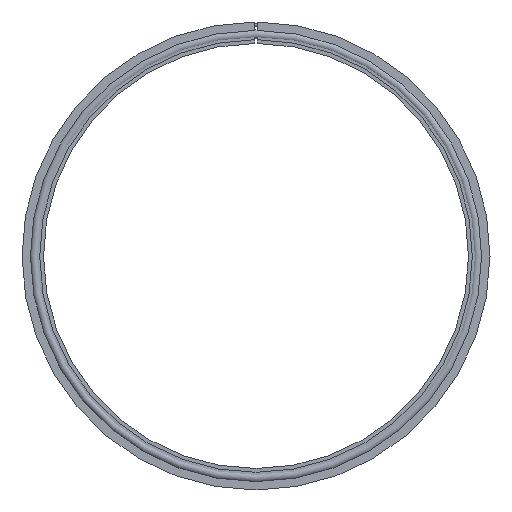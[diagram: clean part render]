
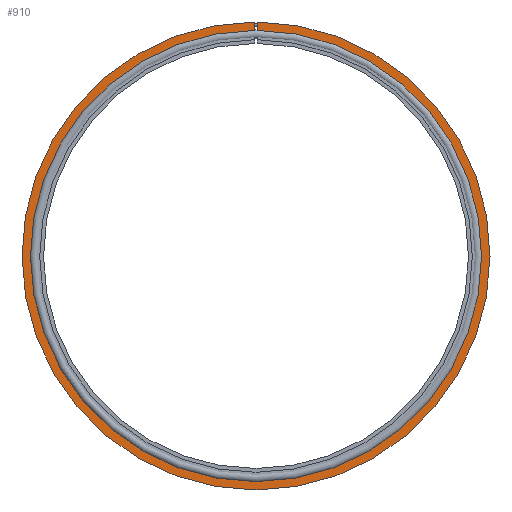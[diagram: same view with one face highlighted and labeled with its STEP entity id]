
A CAD part, left-side view. The second image highlights one B-rep face of the part: STEP entity #910.
In plain terms, the highlighted planar face has unit normal (-1, 0, 0).
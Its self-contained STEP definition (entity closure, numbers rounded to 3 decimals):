
#39 = PLANE ( 'NONE',  #179 ) ;
#56 = LINE ( 'NONE', #97, #928 ) ;
#97 = CARTESIAN_POINT ( 'NONE',  ( -8.8, -1., 0. ) ) ;
#140 = ORIENTED_EDGE ( 'NONE', *, *, #897, .T. ) ;
#144 = CARTESIAN_POINT ( 'NONE',  ( -8.8, -1., 165.797 ) ) ;
#165 = CARTESIAN_POINT ( 'NONE',  ( -8.8, 0., 0. ) ) ;
#179 = AXIS2_PLACEMENT_3D ( 'NONE', #976, #901, #525 ) ;
#181 = DIRECTION ( 'NONE',  ( 0., 0., 1. ) ) ;
#191 = DIRECTION ( 'NONE',  ( 0., 0., -1. ) ) ;
#232 = VERTEX_POINT ( 'NONE', #794 ) ;
#247 = VERTEX_POINT ( 'NONE', #948 ) ;
#350 = ORIENTED_EDGE ( 'NONE', *, *, #354, .F. ) ;
#354 = EDGE_CURVE ( 'NONE', #232, #462, #813, .T. ) ;
#427 = EDGE_CURVE ( 'NONE', #626, #232, #56, .T. ) ;
#444 = CARTESIAN_POINT ( 'NONE',  ( -8.8, 1., 171.997 ) ) ;
#462 = VERTEX_POINT ( 'NONE', #444 ) ;
#481 = ORIENTED_EDGE ( 'NONE', *, *, #759, .F. ) ;
#514 = DIRECTION ( 'NONE',  ( 1., 0., 0. ) ) ;
#521 = FACE_OUTER_BOUND ( 'NONE', #775, .T. ) ;
#525 = DIRECTION ( 'NONE',  ( 0., 0., 1. ) ) ;
#535 = AXIS2_PLACEMENT_3D ( 'NONE', #165, #878, #564 ) ;
#564 = DIRECTION ( 'NONE',  ( 0., 0., -1. ) ) ;
#584 = CARTESIAN_POINT ( 'NONE',  ( -8.8, 0., 0. ) ) ;
#601 = AXIS2_PLACEMENT_3D ( 'NONE', #584, #514, #191 ) ;
#626 = VERTEX_POINT ( 'NONE', #144 ) ;
#694 = CIRCLE ( 'NONE', #601, 165.8 ) ;
#728 = DIRECTION ( 'NONE',  ( 0., 0., -1. ) ) ;
#750 = VECTOR ( 'NONE', #728, 1000. ) ;
#759 = EDGE_CURVE ( 'NONE', #462, #247, #970, .T. ) ;
#775 = EDGE_LOOP ( 'NONE', ( #481, #350, #923, #140 ) ) ;
#794 = CARTESIAN_POINT ( 'NONE',  ( -8.8, -1., 171.997 ) ) ;
#813 = CIRCLE ( 'NONE', #535, 172. ) ;
#869 = CARTESIAN_POINT ( 'NONE',  ( -8.8, 1., 0. ) ) ;
#878 = DIRECTION ( 'NONE',  ( 1., 0., 0. ) ) ;
#897 = EDGE_CURVE ( 'NONE', #626, #247, #694, .T. ) ;
#901 = DIRECTION ( 'NONE',  ( -1., 0., 0. ) ) ;
#910 = ADVANCED_FACE ( 'NONE', ( #521 ), #39, .T. ) ;
#923 = ORIENTED_EDGE ( 'NONE', *, *, #427, .F. ) ;
#928 = VECTOR ( 'NONE', #181, 1000. ) ;
#948 = CARTESIAN_POINT ( 'NONE',  ( -8.8, 1., 165.797 ) ) ;
#970 = LINE ( 'NONE', #869, #750 ) ;
#976 = CARTESIAN_POINT ( 'NONE',  ( -8.8, 172., 0. ) ) ;
